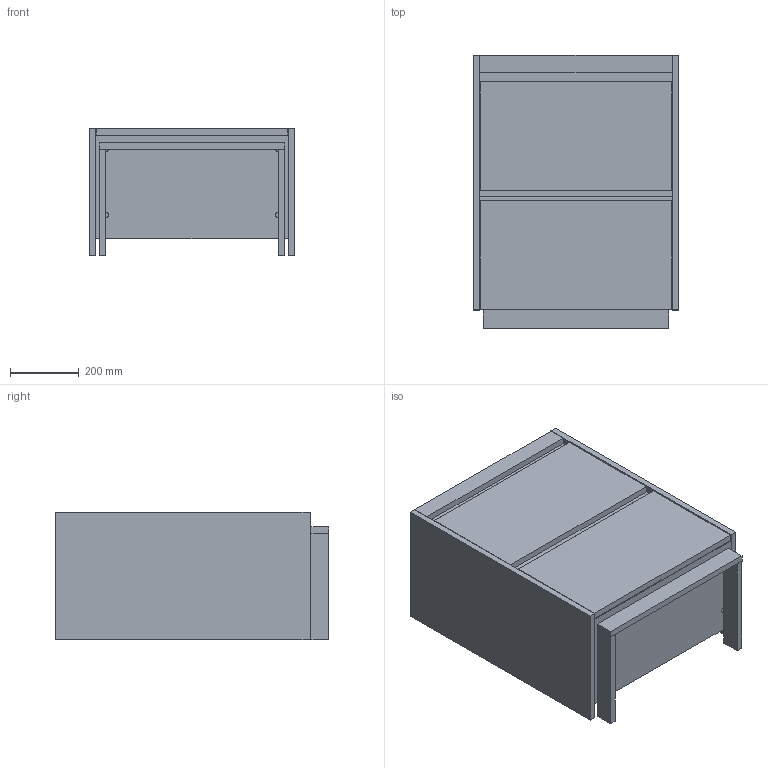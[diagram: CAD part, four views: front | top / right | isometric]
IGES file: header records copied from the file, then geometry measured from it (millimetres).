
Global section: file name: CORONADO SETUP 60 RECTO_CON BARRA FIJA_13.06.17; native system: Autodesk Inventor 2017; preprocessor: unknown; author: produccion; date: 20170613.112418; units: millimetre
Bounding box: 598 x 794.5 x 370.5 mm (x, y, z)
Volume: 34589816.7 mm3; surface area: 4508584 mm2
Topology: 21 solids, 21 shells, 392 faces, 774 edges, 517 vertices
Faces by surface type: bspline 392
